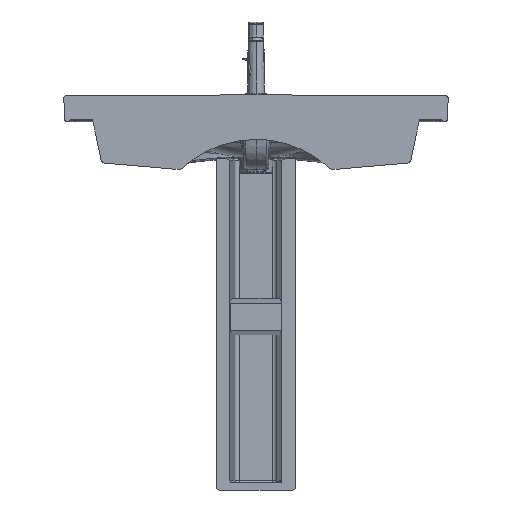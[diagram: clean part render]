
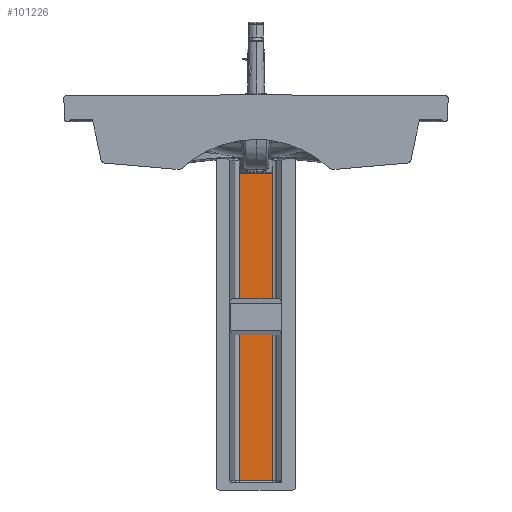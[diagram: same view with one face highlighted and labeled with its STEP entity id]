
A CAD part, left-side view. The second image highlights one B-rep face of the part: STEP entity #101226.
In plain terms, the highlighted free-form (B-spline) face has degree [5, 1] with [6, 2] control points.
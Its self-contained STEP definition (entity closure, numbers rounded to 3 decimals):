
#100572=CARTESIAN_POINT('',(284.435,37.41,-712.));
#100573=VERTEX_POINT('',#100572);
#100845=CARTESIAN_POINT('',(284.435,-37.41,-712.0));
#100846=VERTEX_POINT('',#100845);
#100854=CARTESIAN_POINT('',(284.435,-37.41,-712.0));
#100855=CARTESIAN_POINT('',(285.486,-24.874,-712.0));
#100856=CARTESIAN_POINT('',(286.097,-12.278,-712.0));
#100857=CARTESIAN_POINT('',(286.265,0.295,-712.0));
#100858=CARTESIAN_POINT('',(285.941,15.223,-712.0));
#100859=CARTESIAN_POINT('',(284.996,30.113,-712.0));
#100860=CARTESIAN_POINT('',(284.833,32.438,-712.0));
#100861=CARTESIAN_POINT('',(284.65,34.83,-712.0));
#100862=CARTESIAN_POINT('',(284.451,37.22,-712.0));
#100863=CARTESIAN_POINT('',(284.446,37.286,-712.0));
#100864=CARTESIAN_POINT('',(284.44,37.349,-712.0));
#100865=CARTESIAN_POINT('',(284.435,37.41,-712.0));
#100866=B_SPLINE_CURVE_WITH_KNOTS('',5,(#100854,#100855,#100856,#100857,#100858,#100859,#100860,#100861,#100862,#100863,#100864,#100865),.UNSPECIFIED.,.F.,.U.,(6,3,3,6),(436.364,546.128,566.451,567.049),.UNSPECIFIED.);
#100867=EDGE_CURVE('',#100573,#100846,#100866,.F.);
#101135=CARTESIAN_POINT('',(284.435,37.41,-4.0));
#101136=VERTEX_POINT('',#101135);
#101146=CARTESIAN_POINT('',(284.435,37.41,-4.0));
#101147=DIRECTION('',(0.0,0.0,-1.0));
#101148=VECTOR('',#101147,708.);
#101149=LINE('',#101146,#101148);
#101150=EDGE_CURVE('',#100573,#101136,#101149,.F.);
#101192=CARTESIAN_POINT('',(284.435,-37.41,-4.));
#101193=CARTESIAN_POINT('',(285.685,-22.494,-4.));
#101194=CARTESIAN_POINT('',(286.315,-7.478,-4.));
#101195=CARTESIAN_POINT('',(286.312,7.48,-4.));
#101196=CARTESIAN_POINT('',(285.686,22.492,-4.));
#101197=CARTESIAN_POINT('',(284.435,37.41,-4.));
#101198=CARTESIAN_POINT('',(284.435,-37.41,-712.0));
#101199=CARTESIAN_POINT('',(285.685,-22.494,-712.0));
#101200=CARTESIAN_POINT('',(286.315,-7.478,-712.0));
#101201=CARTESIAN_POINT('',(286.312,7.48,-712.0));
#101202=CARTESIAN_POINT('',(285.686,22.492,-712.0));
#101203=CARTESIAN_POINT('',(284.435,37.41,-712.0));
#101204=B_SPLINE_SURFACE_WITH_KNOTS('',5,1,((#101192,#101198),(#101193,#101199),(#101194,#101200),(#101195,#101201),(#101196,#101202),(#101197,#101203)),.UNSPECIFIED.,.F.,.F.,.U.,(6,6),(2,2),(315.569,423.178),(4.,712.0),.UNSPECIFIED.);
#101205=ORIENTED_EDGE('',*,*,#101150,.F.);
#101206=ORIENTED_EDGE('',*,*,#100867,.T.);
#101207=CARTESIAN_POINT('',(284.435,-37.41,-4.));
#101208=VERTEX_POINT('',#101207);
#101209=CARTESIAN_POINT('',(284.435,-37.41,-4.));
#101210=DIRECTION('',(0.0,0.0,-1.0));
#101211=VECTOR('',#101210,708.);
#101212=LINE('',#101209,#101211);
#101213=EDGE_CURVE('',#100846,#101208,#101212,.F.);
#101214=ORIENTED_EDGE('',*,*,#101213,.T.);
#101215=CARTESIAN_POINT('',(284.435,37.41,-4.0));
#101216=CARTESIAN_POINT('',(285.686,22.492,-4.0));
#101217=CARTESIAN_POINT('',(286.312,7.48,-4.0));
#101218=CARTESIAN_POINT('',(286.315,-7.478,-4.0));
#101219=CARTESIAN_POINT('',(285.685,-22.494,-4.0));
#101220=CARTESIAN_POINT('',(284.435,-37.41,-4.0));
#101221=B_SPLINE_CURVE_WITH_KNOTS('',5,(#101215,#101216,#101217,#101218,#101219,#101220),.UNSPECIFIED.,.F.,.U.,(6,6),(-53.703,53.906),.UNSPECIFIED.);
#101222=EDGE_CURVE('',#101208,#101136,#101221,.F.);
#101223=ORIENTED_EDGE('',*,*,#101222,.T.);
#101224=EDGE_LOOP('',(#101205,#101206,#101214,#101223));
#101225=FACE_OUTER_BOUND('',#101224,.T.);
#101226=ADVANCED_FACE('',(#101225),#101204,.T.);
